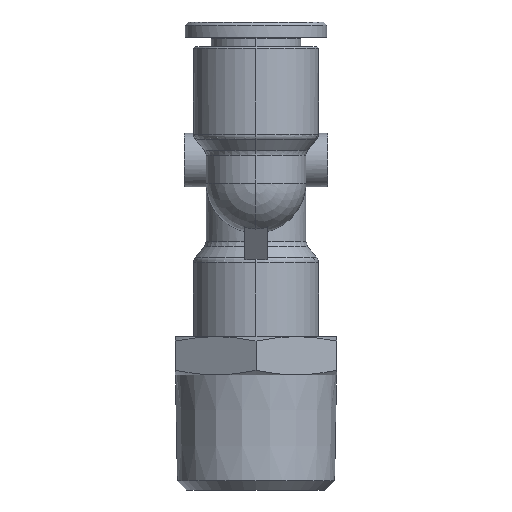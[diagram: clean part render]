
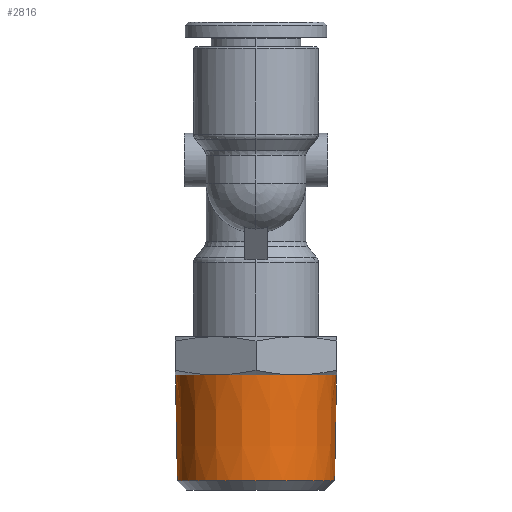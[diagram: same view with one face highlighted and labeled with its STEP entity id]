
A CAD part, left-side view. The second image highlights one B-rep face of the part: STEP entity #2816.
In plain terms, the highlighted conical face has half-angle 1.06 degrees and reference radius 10.361 mm.
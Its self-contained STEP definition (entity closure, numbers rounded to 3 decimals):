
#1893=CARTESIAN_POINT('',(-44.033,-10.245,-8.5));
#1894=VERTEX_POINT('',#1893);
#1895=CARTESIAN_POINT('',(-30.233,-10.5,-8.5));
#1896=VERTEX_POINT('',#1895);
#1897=CARTESIAN_POINT('',(-44.033,-10.245,-8.5));
#1898=DIRECTION('',(1.,-0.018,0.0));
#1899=VECTOR('',#1898,13.803);
#1900=LINE('',#1897,#1899);
#1901=EDGE_CURVE('',#1894,#1896,#1900,.T.);
#1903=CARTESIAN_POINT('',(-44.033,10.245,-8.5));
#1904=VERTEX_POINT('',#1903);
#1912=CARTESIAN_POINT('',(-30.233,10.5,-8.5));
#1913=VERTEX_POINT('',#1912);
#1914=CARTESIAN_POINT('',(-30.233,10.5,-8.5));
#1915=DIRECTION('',(-1.,-0.018,0.));
#1916=VECTOR('',#1915,13.803);
#1917=LINE('',#1914,#1916);
#1918=EDGE_CURVE('',#1913,#1904,#1917,.T.);
#1976=CARTESIAN_POINT('',(-44.033,0.,-8.5));
#1977=DIRECTION('',(-1.0,0.0,0.0));
#1978=DIRECTION('',(0.0,1.0,0.0));
#1979=AXIS2_PLACEMENT_3D('',#1976,#1977,#1978);
#1980=CIRCLE('',#1979,10.245);
#1981=EDGE_CURVE('',#1894,#1904,#1980,.T.);
#2264=CARTESIAN_POINT('',(-30.233,-5.25,0.593));
#2265=VERTEX_POINT('',#2264);
#2279=CARTESIAN_POINT('',(-30.233,0.,-8.5));
#2280=DIRECTION('',(1.0,0.0,0.0));
#2281=DIRECTION('',(0.0,-1.0,0.0));
#2282=AXIS2_PLACEMENT_3D('',#2279,#2280,#2281);
#2283=CIRCLE('',#2282,10.5);
#2284=EDGE_CURVE('',#2265,#1896,#2283,.T.);
#2420=CARTESIAN_POINT('',(-30.233,5.25,0.593));
#2421=VERTEX_POINT('',#2420);
#2422=CARTESIAN_POINT('',(-30.233,0.,-8.5));
#2423=DIRECTION('',(1.0,0.0,0.0));
#2424=DIRECTION('',(0.0,-1.0,0.0));
#2425=AXIS2_PLACEMENT_3D('',#2422,#2423,#2424);
#2426=CIRCLE('',#2425,10.5);
#2427=EDGE_CURVE('',#1913,#2421,#2426,.T.);
#2465=CARTESIAN_POINT('',(-30.233,0.,-8.5));
#2466=DIRECTION('',(1.0,0.0,0.0));
#2467=DIRECTION('',(0.0,-1.0,0.0));
#2468=AXIS2_PLACEMENT_3D('',#2465,#2466,#2467);
#2469=CIRCLE('',#2468,10.5);
#2470=EDGE_CURVE('',#2421,#2265,#2469,.T.);
#2803=CARTESIAN_POINT('',(-37.733,0.,-8.5));
#2804=DIRECTION('',(1.0,0.,0.));
#2805=DIRECTION('',(0.0,-1.0,0.0));
#2806=AXIS2_PLACEMENT_3D('',#2803,#2804,#2805);
#2807=CONICAL_SURFACE('',#2806,10.361,1.06);
#2808=ORIENTED_EDGE('',*,*,#1901,.T.);
#2809=ORIENTED_EDGE('',*,*,#2284,.F.);
#2810=ORIENTED_EDGE('',*,*,#2470,.F.);
#2811=ORIENTED_EDGE('',*,*,#2427,.F.);
#2812=ORIENTED_EDGE('',*,*,#1918,.T.);
#2813=ORIENTED_EDGE('',*,*,#1981,.F.);
#2814=EDGE_LOOP('',(#2808,#2809,#2810,#2811,#2812,#2813));
#2815=FACE_OUTER_BOUND('',#2814,.T.);
#2816=ADVANCED_FACE('',(#2815),#2807,.T.);
